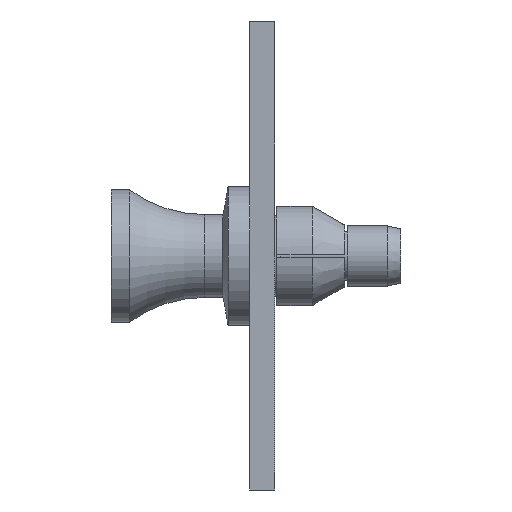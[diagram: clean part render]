
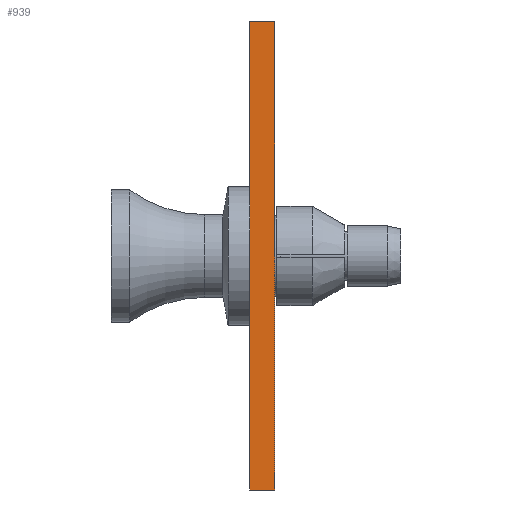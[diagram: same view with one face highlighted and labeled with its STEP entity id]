
A CAD part, left-side view. The second image highlights one B-rep face of the part: STEP entity #939.
In plain terms, the highlighted planar face has unit normal (-1, 0, 0).
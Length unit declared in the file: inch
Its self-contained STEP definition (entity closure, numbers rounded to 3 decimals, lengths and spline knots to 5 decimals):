
#109 = LINE ( 'NONE', #1249, #1513 ) ;
#387 = LINE ( 'NONE', #2157, #2551 ) ;
#416 = DIRECTION ( 'NONE',  ( 0., -1., 0. ) ) ;
#417 = CARTESIAN_POINT ( 'NONE',  ( -2.55, 0., -0.565 ) ) ;
#463 = CARTESIAN_POINT ( 'NONE',  ( -2.55, 0., 0.565 ) ) ;
#476 = VERTEX_POINT ( 'NONE', #758 ) ;
#644 = DIRECTION ( 'NONE',  ( 0., 0., 1. ) ) ;
#728 = AXIS2_PLACEMENT_3D ( 'NONE', #1092, #1340, #2991 ) ;
#732 = ORIENTED_EDGE ( 'NONE', *, *, #2762, .F. ) ;
#758 = CARTESIAN_POINT ( 'NONE',  ( -2.55, 0., -0.565 ) ) ;
#765 = LINE ( 'NONE', #867, #2578 ) ;
#814 = ORIENTED_EDGE ( 'NONE', *, *, #2953, .F. ) ;
#849 = DIRECTION ( 'NONE',  ( 0., 0., 1. ) ) ;
#867 = CARTESIAN_POINT ( 'NONE',  ( -2.55, 0.06, 0.565 ) ) ;
#939 = ADVANCED_FACE ( 'NONE', ( #2816 ), #2295, .F. ) ;
#1060 = EDGE_CURVE ( 'Edge10', #476, #2489, #2372, .T. ) ;
#1092 = CARTESIAN_POINT ( 'NONE',  ( -2.55, 0.06, -0.565 ) ) ;
#1125 = ORIENTED_EDGE ( 'NONE', *, *, #1297, .T. ) ;
#1180 = VERTEX_POINT ( 'NONE', #2077 ) ;
#1226 = DIRECTION ( 'NONE',  ( 0., -1., 0. ) ) ;
#1249 = CARTESIAN_POINT ( 'NONE',  ( -2.55, 0.06, -0.565 ) ) ;
#1297 = EDGE_CURVE ( 'NONE', #2278, #476, #387, .T. ) ;
#1340 = DIRECTION ( 'NONE',  ( 1., 0., 0. ) ) ;
#1513 = VECTOR ( 'NONE', #849, 39.37008 ) ;
#1835 = CARTESIAN_POINT ( 'NONE',  ( -2.55, 0.06, -0.565 ) ) ;
#1976 = VECTOR ( 'NONE', #644, 39.37008 ) ;
#2077 = CARTESIAN_POINT ( 'NONE',  ( -2.55, 0.06, 0.565 ) ) ;
#2081 = ORIENTED_EDGE ( 'NONE', *, *, #1060, .T. ) ;
#2157 = CARTESIAN_POINT ( 'NONE',  ( -2.55, 0.06, -0.565 ) ) ;
#2278 = VERTEX_POINT ( 'NONE', #1835 ) ;
#2295 = PLANE ( 'NONE',  #728 ) ;
#2372 = LINE ( 'NONE', #417, #1976 ) ;
#2489 = VERTEX_POINT ( 'NONE', #463 ) ;
#2551 = VECTOR ( 'NONE', #1226, 39.37008 ) ;
#2578 = VECTOR ( 'NONE', #416, 39.37008 ) ;
#2762 = EDGE_CURVE ( 'NONE', #2278, #1180, #109, .T. ) ;
#2816 = FACE_OUTER_BOUND ( 'NONE', #2926, .T. ) ;
#2926 = EDGE_LOOP ( 'NONE', ( #2081, #814, #732, #1125 ) ) ;
#2953 = EDGE_CURVE ( 'NONE', #1180, #2489, #765, .T. ) ;
#2991 = DIRECTION ( 'NONE',  ( 0., 0., -1. ) ) ;
